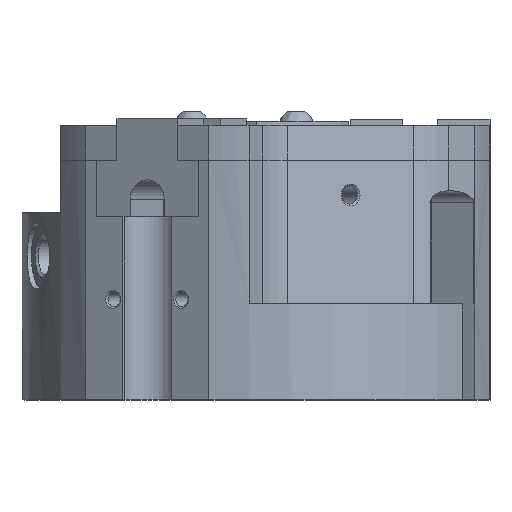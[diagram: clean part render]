
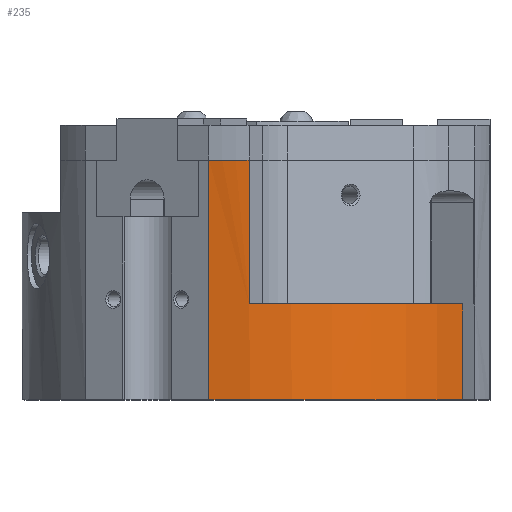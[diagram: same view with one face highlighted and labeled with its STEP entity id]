
A CAD part, top view. The second image highlights one B-rep face of the part: STEP entity #235.
In plain terms, the highlighted cylindrical face has radius 55 mm (diameter 110 mm), a partial arc.
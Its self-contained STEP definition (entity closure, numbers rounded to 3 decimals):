
#235 = ADVANCED_FACE( '', ( #575 ), #576, .T. );
#575 = FACE_OUTER_BOUND( '', #1267, .T. );
#576 = CYLINDRICAL_SURFACE( '', #1268, 55. );
#1267 = EDGE_LOOP( '', ( #2340, #2341, #2342, #2343, #2344, #2345 ) );
#1268 = AXIS2_PLACEMENT_3D( '', #2346, #2347, #2348 );
#2340 = ORIENTED_EDGE( '', *, *, #4255, .F. );
#2341 = ORIENTED_EDGE( '', *, *, #4368, .F. );
#2342 = ORIENTED_EDGE( '', *, *, #4327, .F. );
#2343 = ORIENTED_EDGE( '', *, *, #4369, .F. );
#2344 = ORIENTED_EDGE( '', *, *, #4370, .T. );
#2345 = ORIENTED_EDGE( '', *, *, #4184, .T. );
#2346 = CARTESIAN_POINT( '', ( 0., 63., 0. ) );
#2347 = DIRECTION( '', ( 0., 1., 0. ) );
#2348 = DIRECTION( '', ( 0., 0., -1. ) );
#4184 = EDGE_CURVE( '', #4876, #4873, #4877, .T. );
#4255 = EDGE_CURVE( '', #5009, #4873, #5011, .T. );
#4327 = EDGE_CURVE( '', #5136, #5138, #5139, .T. );
#4368 = EDGE_CURVE( '', #5138, #5009, #5207, .T. );
#4369 = EDGE_CURVE( '', #5208, #5136, #5209, .T. );
#4370 = EDGE_CURVE( '', #5208, #4876, #5210, .T. );
#4873 = VERTEX_POINT( '', #6025 );
#4876 = VERTEX_POINT( '', #6029 );
#4877 = CIRCLE( '', #6030, 55. );
#5009 = VERTEX_POINT( '', #6221 );
#5011 = LINE( '', #6224, #6225 );
#5136 = VERTEX_POINT( '', #6421 );
#5138 = VERTEX_POINT( '', #6424 );
#5139 = LINE( '', #6425, #6426 );
#5207 = CIRCLE( '', #6517, 55. );
#5208 = VERTEX_POINT( '', #6518 );
#5209 = CIRCLE( '', #6519, 55. );
#5210 = LINE( '', #6520, #6521 );
#6025 = CARTESIAN_POINT( '', ( 54.931, 0., 2.75 ) );
#6029 = CARTESIAN_POINT( '', ( 16.394, 0., 52.5 ) );
#6030 = AXIS2_PLACEMENT_3D( '', #8141, #8142, #8143 );
#6221 = CARTESIAN_POINT( '', ( 54.931, 22., 2.75 ) );
#6224 = CARTESIAN_POINT( '', ( 54.931, 63., 2.75 ) );
#6225 = VECTOR( '', #8257, 1000. );
#6421 = CARTESIAN_POINT( '', ( 25., 54.98, 48.99 ) );
#6424 = CARTESIAN_POINT( '', ( 25., 22., 48.99 ) );
#6425 = CARTESIAN_POINT( '', ( 25., 63., 48.99 ) );
#6426 = VECTOR( '', #8354, 1000. );
#6517 = AXIS2_PLACEMENT_3D( '', #8429, #8430, #8431 );
#6518 = CARTESIAN_POINT( '', ( 16.394, 54.98, 52.5 ) );
#6519 = AXIS2_PLACEMENT_3D( '', #8432, #8433, #8434 );
#6520 = CARTESIAN_POINT( '', ( 16.394, 63., 52.5 ) );
#6521 = VECTOR( '', #8435, 1000. );
#8141 = CARTESIAN_POINT( '', ( 0., 0., 0. ) );
#8142 = DIRECTION( '', ( 0., 1., 0. ) );
#8143 = DIRECTION( '', ( 1., 0., 0. ) );
#8257 = DIRECTION( '', ( 0., -1., 0. ) );
#8354 = DIRECTION( '', ( 0., -1., 0. ) );
#8429 = CARTESIAN_POINT( '', ( 0., 22., 0. ) );
#8430 = DIRECTION( '', ( 0., 1., 0. ) );
#8431 = DIRECTION( '', ( 0., 0., 1. ) );
#8432 = CARTESIAN_POINT( '', ( 0., 54.98, 0. ) );
#8433 = DIRECTION( '', ( 0., 1., 0. ) );
#8434 = DIRECTION( '', ( 0., 0., 1. ) );
#8435 = DIRECTION( '', ( 0., -1., 0. ) );
